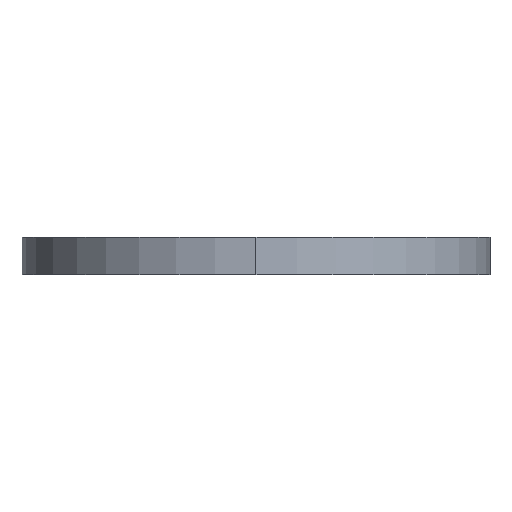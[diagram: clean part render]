
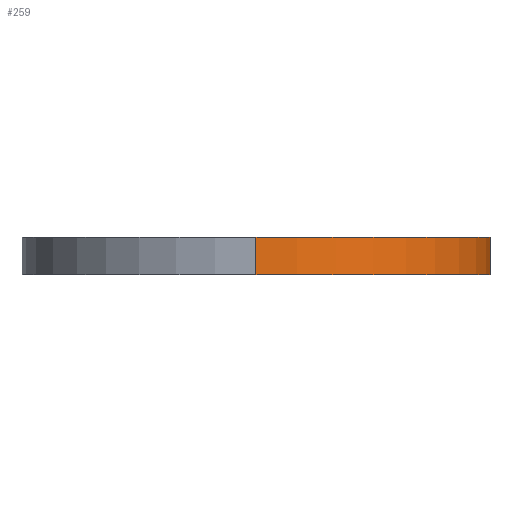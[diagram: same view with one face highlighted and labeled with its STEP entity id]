
A CAD part, left-side view. The second image highlights one B-rep face of the part: STEP entity #259.
In plain terms, the highlighted cylindrical face has radius 12.5 mm (diameter 25 mm), a partial arc.
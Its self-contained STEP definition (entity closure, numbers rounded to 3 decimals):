
#2 = EDGE_LOOP ( 'NONE', ( #428, #182, #491, #699 ) ) ;
#13 = CARTESIAN_POINT ( 'NONE',  ( 0., -12.5, 2. ) ) ;
#18 = EDGE_CURVE ( 'NONE', #725, #423, #35, .T. ) ;
#35 = CIRCLE ( 'NONE', #441, 12.5 ) ;
#51 = DIRECTION ( 'NONE',  ( -1., 0., 0. ) ) ;
#86 = CIRCLE ( 'NONE', #595, 12.5 ) ;
#117 = VECTOR ( 'NONE', #617, 1000. ) ;
#172 = DIRECTION ( 'NONE',  ( 0., 0., 1. ) ) ;
#182 = ORIENTED_EDGE ( 'NONE', *, *, #959, .T. ) ;
#259 = ADVANCED_FACE ( 'NONE', ( #681 ), #310, .T. ) ;
#310 = CYLINDRICAL_SURFACE ( 'NONE', #953, 12.5 ) ;
#383 = CARTESIAN_POINT ( 'NONE',  ( 0., -12.5, 0. ) ) ;
#386 = DIRECTION ( 'NONE',  ( 0., 0., 1. ) ) ;
#397 = EDGE_CURVE ( 'NONE', #423, #687, #896, .T. ) ;
#409 = VERTEX_POINT ( 'NONE', #913 ) ;
#423 = VERTEX_POINT ( 'NONE', #466 ) ;
#428 = ORIENTED_EDGE ( 'NONE', *, *, #18, .F. ) ;
#432 = EDGE_CURVE ( 'NONE', #409, #687, #86, .T. ) ;
#441 = AXIS2_PLACEMENT_3D ( 'NONE', #13, #172, #925 ) ;
#466 = CARTESIAN_POINT ( 'NONE',  ( 0., -25., 2. ) ) ;
#491 = ORIENTED_EDGE ( 'NONE', *, *, #432, .T. ) ;
#591 = CARTESIAN_POINT ( 'NONE',  ( -12.5, -12.5, 2. ) ) ;
#595 = AXIS2_PLACEMENT_3D ( 'NONE', #383, #386, #841 ) ;
#607 = CARTESIAN_POINT ( 'NONE',  ( 0., -12.5, 2. ) ) ;
#617 = DIRECTION ( 'NONE',  ( 0., 0., -1. ) ) ;
#681 = FACE_OUTER_BOUND ( 'NONE', #2, .T. ) ;
#687 = VERTEX_POINT ( 'NONE', #954 ) ;
#699 = ORIENTED_EDGE ( 'NONE', *, *, #397, .F. ) ;
#701 = CARTESIAN_POINT ( 'NONE',  ( -12.5, -12.5, 2. ) ) ;
#725 = VERTEX_POINT ( 'NONE', #701 ) ;
#769 = CARTESIAN_POINT ( 'NONE',  ( 0., -25., 2. ) ) ;
#823 = DIRECTION ( 'NONE',  ( 0., 0., -1. ) ) ;
#841 = DIRECTION ( 'NONE',  ( 1., 0., 0. ) ) ;
#896 = LINE ( 'NONE', #769, #117 ) ;
#899 = LINE ( 'NONE', #591, #974 ) ;
#906 = DIRECTION ( 'NONE',  ( 0., 0., -1. ) ) ;
#913 = CARTESIAN_POINT ( 'NONE',  ( -12.5, -12.5, 0. ) ) ;
#925 = DIRECTION ( 'NONE',  ( 1., 0., 0. ) ) ;
#953 = AXIS2_PLACEMENT_3D ( 'NONE', #607, #906, #51 ) ;
#954 = CARTESIAN_POINT ( 'NONE',  ( 0., -25., 0. ) ) ;
#959 = EDGE_CURVE ( 'NONE', #725, #409, #899, .T. ) ;
#974 = VECTOR ( 'NONE', #823, 1000. ) ;
